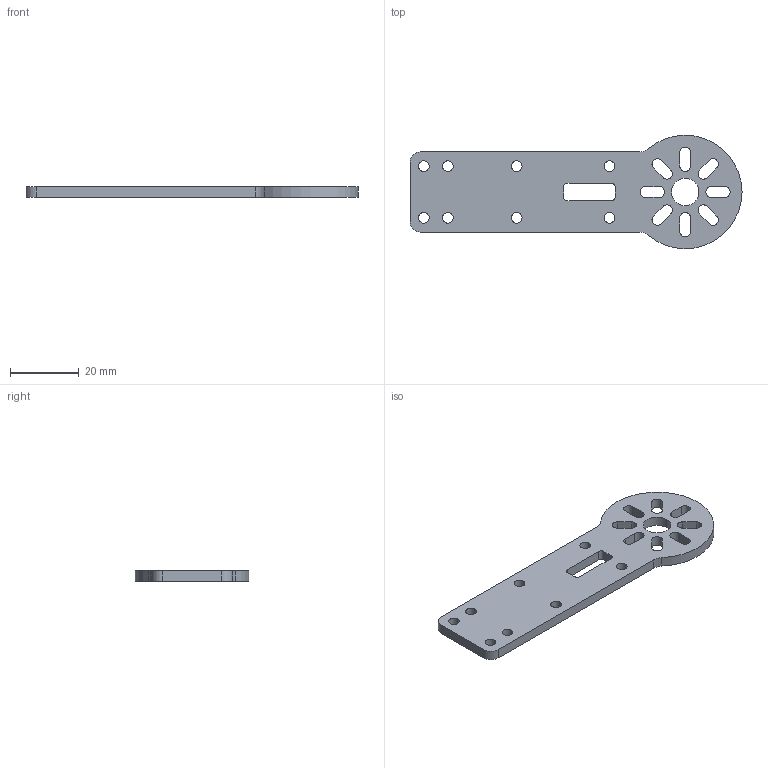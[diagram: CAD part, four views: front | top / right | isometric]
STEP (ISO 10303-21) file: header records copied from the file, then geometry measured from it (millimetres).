
FILE_DESCRIPTION (( 'STEP AP203' ), '1' );
FILE_NAME ('250儂旋抯玹峎CNC唳掛.STEP', '2023-07-15T05:56:23', ( '' ), ( '' ), 'SwSTEP 2.0', 'SolidWorks 2023', '' );
FILE_SCHEMA (( 'CONFIG_CONTROL_DESIGN' ));
Length unit declared in the file: millimetre
Products named in the file (1): 250机臂碳纤维CNC版本
Bounding box: 96.5 x 33 x 3 mm (x, y, z)
Volume: 6070.9 mm3; surface area: 5603.2 mm2
Topology: 1 solids, 1 shells, 74 faces, 216 edges, 144 vertices
Faces by surface type: cylinder 49, plane 25
Entity records: 2647 total; most frequent: DIRECTION 464, CARTESIAN_POINT 435, ORIENTED_EDGE 432, EDGE_CURVE 216, AXIS2_PLACEMENT_3D 173, VERTEX_POINT 144, VECTOR 118, LINE 118
